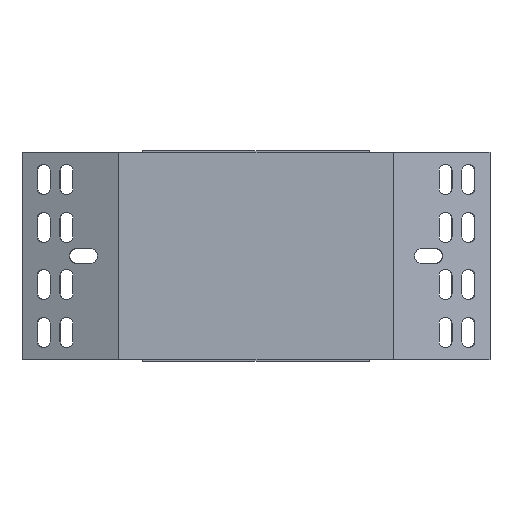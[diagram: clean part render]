
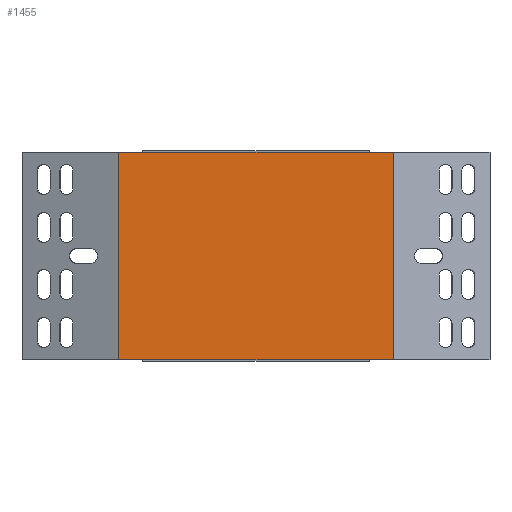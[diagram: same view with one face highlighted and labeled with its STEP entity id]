
A CAD part, front view. The second image highlights one B-rep face of the part: STEP entity #1455.
In plain terms, the highlighted planar face has unit normal (0, -1, 0).
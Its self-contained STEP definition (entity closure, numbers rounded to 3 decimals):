
#80 = CARTESIAN_POINT ( 'NONE',  ( -90.349, -23.927, -75.8 ) ) ;
#105 = CARTESIAN_POINT ( 'NONE',  ( -89.377, -23.927, 25.8 ) ) ;
#203 = CARTESIAN_POINT ( 'NONE',  ( 45.141, -23.927, 25.8 ) ) ;
#302 = EDGE_CURVE ( 'NONE', #2464, #1648, #5290, .T. ) ;
#526 = VERTEX_POINT ( 'NONE', #4543 ) ;
#899 = VERTEX_POINT ( 'NONE', #105 ) ;
#967 = ORIENTED_EDGE ( 'NONE', *, *, #1564, .F. ) ;
#1178 = EDGE_CURVE ( 'NONE', #526, #2464, #1545, .T. ) ;
#1319 = LINE ( 'NONE', #4788, #3717 ) ;
#1455 = ADVANCED_FACE ( 'NONE', ( #2581 ), #3166, .F. ) ;
#1545 = LINE ( 'NONE', #80, #5098 ) ;
#1564 = EDGE_CURVE ( 'NONE', #899, #1648, #1319, .T. ) ;
#1648 = VERTEX_POINT ( 'NONE', #203 ) ;
#1848 = DIRECTION ( 'NONE',  ( 0., 0., 1. ) ) ;
#2018 = CARTESIAN_POINT ( 'NONE',  ( 45.141, -23.927, -75.8 ) ) ;
#2464 = VERTEX_POINT ( 'NONE', #2018 ) ;
#2581 = FACE_OUTER_BOUND ( 'NONE', #5182, .T. ) ;
#2916 = CARTESIAN_POINT ( 'NONE',  ( -89.218, -23.927, 25. ) ) ;
#2928 = DIRECTION ( 'NONE',  ( 0., 0., 1. ) ) ;
#3166 = PLANE ( 'NONE',  #3913 ) ;
#3388 = CARTESIAN_POINT ( 'NONE',  ( -89.377, -23.927, -76.657 ) ) ;
#3717 = VECTOR ( 'NONE', #5212, 1000. ) ;
#3727 = DIRECTION ( 'NONE',  ( 0., 0., 1. ) ) ;
#3826 = ORIENTED_EDGE ( 'NONE', *, *, #302, .T. ) ;
#3913 = AXIS2_PLACEMENT_3D ( 'NONE', #2916, #4925, #3727 ) ;
#4158 = VECTOR ( 'NONE', #2928, 1000. ) ;
#4543 = CARTESIAN_POINT ( 'NONE',  ( -89.377, -23.927, -75.8 ) ) ;
#4767 = DIRECTION ( 'NONE',  ( 1., 0., 0. ) ) ;
#4784 = EDGE_CURVE ( 'NONE', #526, #899, #5330, .T. ) ;
#4788 = CARTESIAN_POINT ( 'NONE',  ( -90.349, -23.927, 25.8 ) ) ;
#4925 = DIRECTION ( 'NONE',  ( 0., 1., 0. ) ) ;
#5071 = CARTESIAN_POINT ( 'NONE',  ( 45.141, -23.927, -76.657 ) ) ;
#5098 = VECTOR ( 'NONE', #4767, 1000. ) ;
#5122 = ORIENTED_EDGE ( 'NONE', *, *, #1178, .T. ) ;
#5182 = EDGE_LOOP ( 'NONE', ( #3826, #967, #5392, #5122 ) ) ;
#5212 = DIRECTION ( 'NONE',  ( 1., 0., 0. ) ) ;
#5290 = LINE ( 'NONE', #5071, #5434 ) ;
#5330 = LINE ( 'NONE', #3388, #4158 ) ;
#5392 = ORIENTED_EDGE ( 'NONE', *, *, #4784, .F. ) ;
#5434 = VECTOR ( 'NONE', #1848, 1000. ) ;
